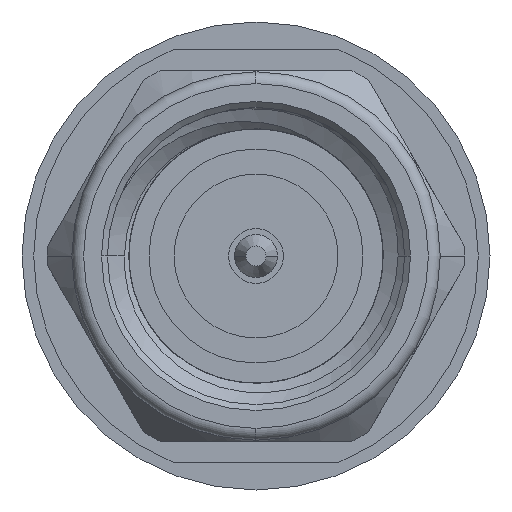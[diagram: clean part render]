
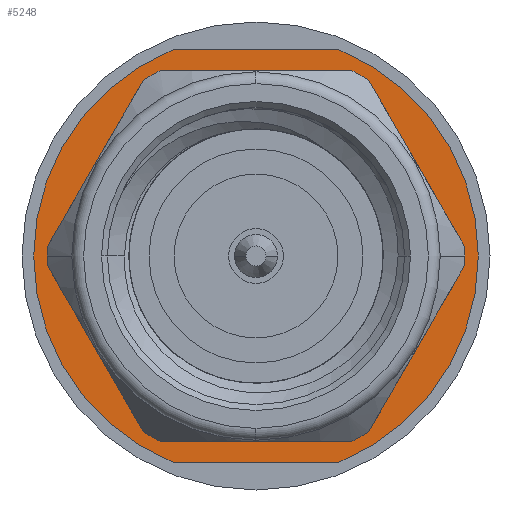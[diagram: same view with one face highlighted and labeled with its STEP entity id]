
A CAD part, left-side view. The second image highlights one B-rep face of the part: STEP entity #5248.
In plain terms, the highlighted face is planar.
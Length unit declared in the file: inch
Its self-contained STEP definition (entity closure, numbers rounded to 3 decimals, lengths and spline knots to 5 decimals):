
#16 = CARTESIAN_POINT ( 'NONE',  ( 0., 0., -0.40354 ) ) ;
#74 = DIRECTION ( 'NONE',  ( -1., 0., 0. ) ) ;
#86 = CIRCLE ( 'NONE', #4230, 0.18701 ) ;
#323 = VECTOR ( 'NONE', #1227, 39.37008 ) ;
#387 = CARTESIAN_POINT ( 'NONE',  ( -0.06974, 0.17352, -0.40354 ) ) ;
#453 = ORIENTED_EDGE ( 'NONE', *, *, #1059, .T. ) ;
#904 = ORIENTED_EDGE ( 'NONE', *, *, #3218, .T. ) ;
#942 = DIRECTION ( 'NONE',  ( -1., 0., 0. ) ) ;
#1059 = EDGE_CURVE ( 'NONE', #1170, #4358, #4204, .T. ) ;
#1170 = VERTEX_POINT ( 'NONE', #387 ) ;
#1178 = DIRECTION ( 'NONE',  ( 0., 0., -1. ) ) ;
#1227 = DIRECTION ( 'NONE',  ( -1., 0., 0. ) ) ;
#1357 = CARTESIAN_POINT ( 'NONE',  ( 0.06974, 0.17352, -0.40354 ) ) ;
#1566 = FACE_OUTER_BOUND ( 'NONE', #1678, .T. ) ;
#1602 = PLANE ( 'NONE',  #6027 ) ;
#1678 = EDGE_LOOP ( 'NONE', ( #6670, #453, #4800, #6509, #904 ) ) ;
#1776 = CARTESIAN_POINT ( 'NONE',  ( -0.06974, -0.17352, -0.40354 ) ) ;
#1880 = VERTEX_POINT ( 'NONE', #3032 ) ;
#1966 = VERTEX_POINT ( 'NONE', #3308 ) ;
#2515 = DIRECTION ( 'NONE',  ( 0., 0., -1. ) ) ;
#2940 = CARTESIAN_POINT ( 'NONE',  ( 0.06974, -0.17352, -0.40354 ) ) ;
#3032 = CARTESIAN_POINT ( 'NONE',  ( 0.18701, 0., -0.40354 ) ) ;
#3158 = VECTOR ( 'NONE', #3198, 39.37008 ) ;
#3198 = DIRECTION ( 'NONE',  ( 1., 0., 0. ) ) ;
#3203 = AXIS2_PLACEMENT_3D ( 'NONE', #3219, #2515, #4870 ) ;
#3218 = EDGE_CURVE ( 'NONE', #1966, #5934, #5366, .T. ) ;
#3219 = CARTESIAN_POINT ( 'NONE',  ( 0., 0., -0.40354 ) ) ;
#3277 = CARTESIAN_POINT ( 'NONE',  ( 0., 0., -0.40354 ) ) ;
#3308 = CARTESIAN_POINT ( 'NONE',  ( 0.06974, -0.17352, -0.40354 ) ) ;
#3425 = DIRECTION ( 'NONE',  ( 0., 0., -1. ) ) ;
#3925 = EDGE_CURVE ( 'NONE', #1880, #1966, #5652, .T. ) ;
#4204 = LINE ( 'NONE', #5474, #3158 ) ;
#4230 = AXIS2_PLACEMENT_3D ( 'NONE', #16, #3425, #5697 ) ;
#4358 = VERTEX_POINT ( 'NONE', #1357 ) ;
#4575 = AXIS2_PLACEMENT_3D ( 'NONE', #6731, #1178, #74 ) ;
#4650 = EDGE_CURVE ( 'NONE', #5934, #1170, #86, .T. ) ;
#4800 = ORIENTED_EDGE ( 'NONE', *, *, #6334, .T. ) ;
#4870 = DIRECTION ( 'NONE',  ( -1., 0., 0. ) ) ;
#5248 = ADVANCED_FACE ( 'NONE', ( #1566 ), #1602, .T. ) ;
#5366 = LINE ( 'NONE', #2940, #323 ) ;
#5474 = CARTESIAN_POINT ( 'NONE',  ( 0.06974, 0.17352, -0.40354 ) ) ;
#5510 = DIRECTION ( 'NONE',  ( 0., 0., -1. ) ) ;
#5652 = CIRCLE ( 'NONE', #4575, 0.18701 ) ;
#5697 = DIRECTION ( 'NONE',  ( -1., 0., 0. ) ) ;
#5934 = VERTEX_POINT ( 'NONE', #1776 ) ;
#6027 = AXIS2_PLACEMENT_3D ( 'NONE', #3277, #5510, #942 ) ;
#6334 = EDGE_CURVE ( 'NONE', #4358, #1880, #7005, .T. ) ;
#6509 = ORIENTED_EDGE ( 'NONE', *, *, #3925, .T. ) ;
#6670 = ORIENTED_EDGE ( 'NONE', *, *, #4650, .T. ) ;
#6731 = CARTESIAN_POINT ( 'NONE',  ( 0., 0., -0.40354 ) ) ;
#7005 = CIRCLE ( 'NONE', #3203, 0.18701 ) ;
